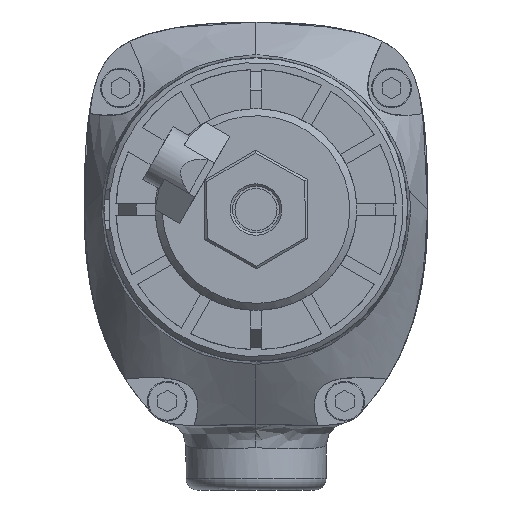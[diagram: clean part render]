
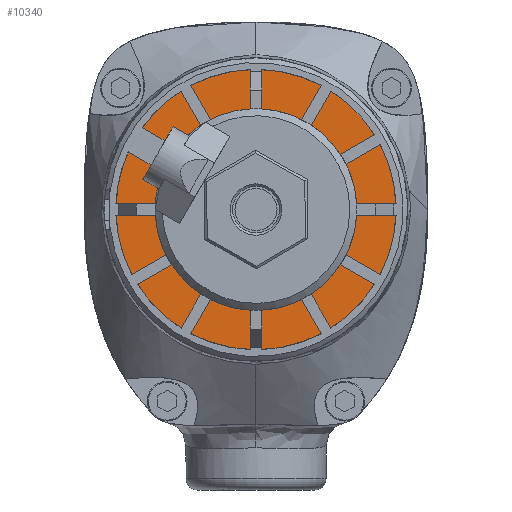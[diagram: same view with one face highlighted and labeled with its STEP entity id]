
A CAD part, front view. The second image highlights one B-rep face of the part: STEP entity #10340.
In plain terms, the highlighted planar face has unit normal (0, -1, 0).
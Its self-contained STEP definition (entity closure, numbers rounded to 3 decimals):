
#2344=PLANE('',#11065);
#2926=FACE_OUTER_BOUND('',#3566,.T.);
#3566=EDGE_LOOP('',(#7811));
#4075=CIRCLE('',#11066,30.);
#4626=VERTEX_POINT('',#17076);
#5790=EDGE_CURVE('',#4626,#4626,#4075,.T.);
#7811=ORIENTED_EDGE('',*,*,#5790,.T.);
#10340=ADVANCED_FACE('',(#2926),#2344,.F.);
#11065=AXIS2_PLACEMENT_3D('',#17075,#12669,#12670);
#11066=AXIS2_PLACEMENT_3D('',#17077,#12671,#12672);
#12669=DIRECTION('center_axis',(0.,1.,0.));
#12670=DIRECTION('ref_axis',(1.,0.,0.));
#12671=DIRECTION('center_axis',(0.,-1.,0.));
#12672=DIRECTION('ref_axis',(1.,0.,0.));
#17075=CARTESIAN_POINT('Origin',(-0.006,101.,-3.052));
#17076=CARTESIAN_POINT('',(-30.,101.,0.));
#17077=CARTESIAN_POINT('Origin',(0.,101.,0.));
